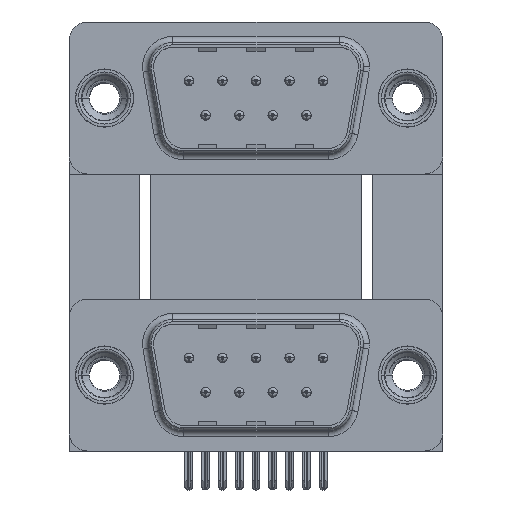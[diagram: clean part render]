
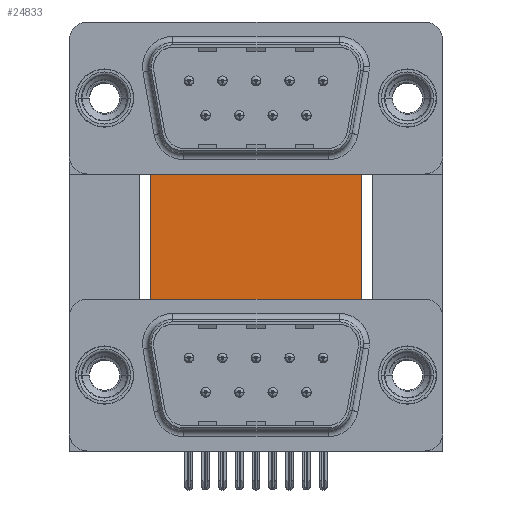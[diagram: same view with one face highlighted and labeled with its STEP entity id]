
A CAD part, top view. The second image highlights one B-rep face of the part: STEP entity #24833.
In plain terms, the highlighted planar face has unit normal (0, 0, 1).
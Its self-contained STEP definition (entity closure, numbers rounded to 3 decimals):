
#225 = VECTOR ( 'NONE', #17919, 1000. ) ;
#481 = LINE ( 'NONE', #12696, #24542 ) ;
#1102 = ORIENTED_EDGE ( 'NONE', *, *, #7504, .T. ) ;
#2485 = VECTOR ( 'NONE', #17926, 1000. ) ;
#2957 = CARTESIAN_POINT ( 'NONE',  ( 2.9, -4.635, -12. ) ) ;
#3192 = DIRECTION ( 'NONE',  ( -0.336, 0.942, 0. ) ) ;
#3949 = CARTESIAN_POINT ( 'NONE',  ( 22.09, -4.635, -12. ) ) ;
#3951 = DIRECTION ( 'NONE',  ( 0., 0., -1. ) ) ;
#4030 = CARTESIAN_POINT ( 'NONE',  ( 2.9, -4.635, -12. ) ) ;
#5169 = LINE ( 'NONE', #21032, #14897 ) ;
#5654 = DIRECTION ( 'NONE',  ( -1., 0., 0. ) ) ;
#5934 = DIRECTION ( 'NONE',  ( 0., 1., 0. ) ) ;
#6244 = ORIENTED_EDGE ( 'NONE', *, *, #24884, .T. ) ;
#6515 = VECTOR ( 'NONE', #23496, 1000. ) ;
#6564 = ORIENTED_EDGE ( 'NONE', *, *, #14619, .T. ) ;
#6594 = CARTESIAN_POINT ( 'NONE',  ( 2.4, -4.635, -12. ) ) ;
#6884 = CARTESIAN_POINT ( 'NONE',  ( 3.79, -0.735, -12. ) ) ;
#7219 = CARTESIAN_POINT ( 'NONE',  ( 3.79, 16.585, -12. ) ) ;
#7359 = CARTESIAN_POINT ( 'NONE',  ( 21.2, 16.585, -12. ) ) ;
#7489 = VECTOR ( 'NONE', #15912, 1000. ) ;
#7504 = EDGE_CURVE ( 'NONE', #11791, #15999, #11290, .T. ) ;
#8120 = CARTESIAN_POINT ( 'NONE',  ( 3.79, -3.735, -12. ) ) ;
#8303 = ORIENTED_EDGE ( 'NONE', *, *, #24473, .T. ) ;
#8323 = EDGE_CURVE ( 'NONE', #22233, #11565, #21796, .T. ) ;
#8700 = DIRECTION ( 'NONE',  ( 0., -1., 0. ) ) ;
#9290 = EDGE_CURVE ( 'NONE', #22965, #22233, #481, .T. ) ;
#9393 = VECTOR ( 'NONE', #12140, 1000. ) ;
#9437 = CARTESIAN_POINT ( 'NONE',  ( 2.9, -3.735, -12. ) ) ;
#10494 = LINE ( 'NONE', #6594, #2485 ) ;
#10543 = VERTEX_POINT ( 'NONE', #24258 ) ;
#10628 = AXIS2_PLACEMENT_3D ( 'NONE', #13947, #3951, #5654 ) ;
#11290 = LINE ( 'NONE', #2957, #12797 ) ;
#11565 = VERTEX_POINT ( 'NONE', #16635 ) ;
#11791 = VERTEX_POINT ( 'NONE', #15833 ) ;
#11869 = ORIENTED_EDGE ( 'NONE', *, *, #8323, .T. ) ;
#11948 = ORIENTED_EDGE ( 'NONE', *, *, #19247, .T. ) ;
#12015 = CARTESIAN_POINT ( 'NONE',  ( 21.2, 16.585, -12. ) ) ;
#12140 = DIRECTION ( 'NONE',  ( 1., 0., 0. ) ) ;
#12696 = CARTESIAN_POINT ( 'NONE',  ( 22.09, -3.735, -12. ) ) ;
#12797 = VECTOR ( 'NONE', #19229, 1000. ) ;
#12924 = VERTEX_POINT ( 'NONE', #6884 ) ;
#12986 = CARTESIAN_POINT ( 'NONE',  ( 22.09, -4.635, -12. ) ) ;
#13455 = CARTESIAN_POINT ( 'NONE',  ( 3.79, 16.585, -12. ) ) ;
#13836 = LINE ( 'NONE', #8120, #9393 ) ;
#13947 = CARTESIAN_POINT ( 'NONE',  ( 3.79, 16.585, -12. ) ) ;
#14127 = CARTESIAN_POINT ( 'NONE',  ( 3.79, 16.585, -12. ) ) ;
#14619 = EDGE_CURVE ( 'NONE', #12924, #11791, #10494, .T. ) ;
#14705 = ORIENTED_EDGE ( 'NONE', *, *, #9290, .T. ) ;
#14841 = VERTEX_POINT ( 'NONE', #7359 ) ;
#14897 = VECTOR ( 'NONE', #3192, 1000. ) ;
#14993 = CARTESIAN_POINT ( 'NONE',  ( 2.9, -3.735, -12. ) ) ;
#15186 = VERTEX_POINT ( 'NONE', #14993 ) ;
#15648 = FACE_OUTER_BOUND ( 'NONE', #23612, .T. ) ;
#15833 = CARTESIAN_POINT ( 'NONE',  ( 2.4, -4.635, -12. ) ) ;
#15912 = DIRECTION ( 'NONE',  ( 1., 0., 0. ) ) ;
#15999 = VERTEX_POINT ( 'NONE', #4030 ) ;
#16566 = VERTEX_POINT ( 'NONE', #7219 ) ;
#16635 = CARTESIAN_POINT ( 'NONE',  ( 22.59, -4.635, -12. ) ) ;
#16907 = ORIENTED_EDGE ( 'NONE', *, *, #18087, .T. ) ;
#17919 = DIRECTION ( 'NONE',  ( 0., -1., 0. ) ) ;
#17926 = DIRECTION ( 'NONE',  ( -0.336, -0.942, 0. ) ) ;
#18087 = EDGE_CURVE ( 'NONE', #11565, #10543, #5169, .T. ) ;
#18154 = VECTOR ( 'NONE', #5934, 1000. ) ;
#19161 = EDGE_CURVE ( 'NONE', #16566, #14841, #19605, .T. ) ;
#19229 = DIRECTION ( 'NONE',  ( 1., 0., 0. ) ) ;
#19247 = EDGE_CURVE ( 'NONE', #15999, #15186, #23761, .T. ) ;
#19605 = LINE ( 'NONE', #13455, #6515 ) ;
#19863 = LINE ( 'NONE', #14127, #225 ) ;
#20522 = ORIENTED_EDGE ( 'NONE', *, *, #19161, .F. ) ;
#21032 = CARTESIAN_POINT ( 'NONE',  ( 22.59, -4.635, -12. ) ) ;
#21681 = DIRECTION ( 'NONE',  ( 0., -1., 0. ) ) ;
#21796 = LINE ( 'NONE', #3949, #7489 ) ;
#22233 = VERTEX_POINT ( 'NONE', #12986 ) ;
#22965 = VERTEX_POINT ( 'NONE', #23644 ) ;
#23021 = ORIENTED_EDGE ( 'NONE', *, *, #24983, .F. ) ;
#23496 = DIRECTION ( 'NONE',  ( 1., 0., 0. ) ) ;
#23612 = EDGE_LOOP ( 'NONE', ( #6244, #14705, #11869, #16907, #23021, #20522, #8303, #6564, #1102, #11948 ) ) ;
#23644 = CARTESIAN_POINT ( 'NONE',  ( 22.09, -3.735, -12. ) ) ;
#23761 = LINE ( 'NONE', #9437, #18154 ) ;
#23989 = PLANE ( 'NONE',  #10628 ) ;
#24258 = CARTESIAN_POINT ( 'NONE',  ( 21.2, -0.735, -12. ) ) ;
#24362 = VECTOR ( 'NONE', #21681, 1000. ) ;
#24473 = EDGE_CURVE ( 'NONE', #16566, #12924, #19863, .T. ) ;
#24542 = VECTOR ( 'NONE', #8700, 1000. ) ;
#24833 = ADVANCED_FACE ( 'NONE', ( #15648 ), #23989, .F. ) ;
#24884 = EDGE_CURVE ( 'NONE', #15186, #22965, #13836, .T. ) ;
#24983 = EDGE_CURVE ( 'NONE', #14841, #10543, #25583, .T. ) ;
#25583 = LINE ( 'NONE', #12015, #24362 ) ;
